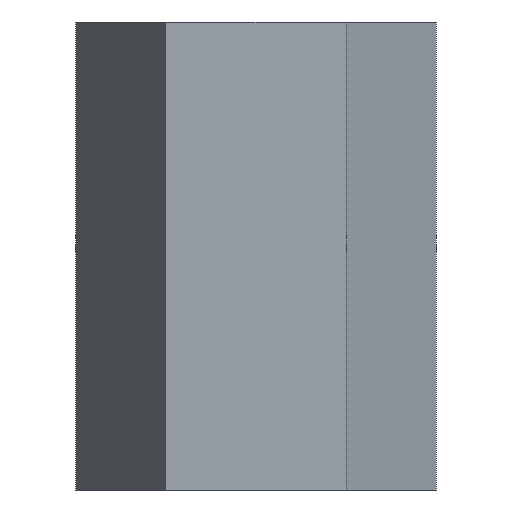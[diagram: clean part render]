
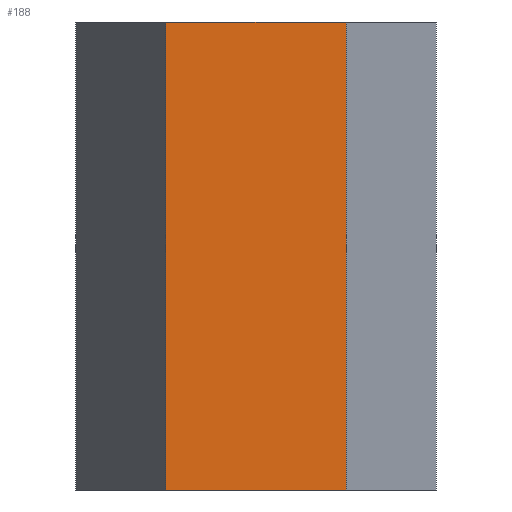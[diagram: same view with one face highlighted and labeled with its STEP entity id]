
A CAD part, front view. The second image highlights one B-rep face of the part: STEP entity #188.
In plain terms, the highlighted planar face has unit normal (0, -1, 0).
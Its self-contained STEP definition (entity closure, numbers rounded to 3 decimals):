
#59 = VERTEX_POINT('',#60);
#60 = CARTESIAN_POINT('',(-1.155,-2.,0.));
#66 = EDGE_CURVE('',#59,#67,#69,.T.);
#67 = VERTEX_POINT('',#68);
#68 = CARTESIAN_POINT('',(1.155,-2.,0.));
#69 = LINE('',#70,#71);
#70 = CARTESIAN_POINT('',(-1.155,-2.,0.));
#71 = VECTOR('',#72,1.);
#72 = DIRECTION('',(1.,0.,0.));
#144 = EDGE_CURVE('',#67,#145,#147,.T.);
#145 = VERTEX_POINT('',#146);
#146 = CARTESIAN_POINT('',(1.155,-2.,6.));
#147 = LINE('',#148,#149);
#148 = CARTESIAN_POINT('',(1.155,-2.,0.));
#149 = VECTOR('',#150,1.);
#150 = DIRECTION('',(0.,0.,1.));
#188 = ADVANCED_FACE('',(#189),#207,.F.);
#189 = FACE_BOUND('',#190,.F.);
#190 = EDGE_LOOP('',(#191,#199,#205,#206));
#191 = ORIENTED_EDGE('',*,*,#192,.T.);
#192 = EDGE_CURVE('',#59,#193,#195,.T.);
#193 = VERTEX_POINT('',#194);
#194 = CARTESIAN_POINT('',(-1.155,-2.,6.));
#195 = LINE('',#196,#197);
#196 = CARTESIAN_POINT('',(-1.155,-2.,0.));
#197 = VECTOR('',#198,1.);
#198 = DIRECTION('',(0.,0.,1.));
#199 = ORIENTED_EDGE('',*,*,#200,.T.);
#200 = EDGE_CURVE('',#193,#145,#201,.T.);
#201 = LINE('',#202,#203);
#202 = CARTESIAN_POINT('',(-1.155,-2.,6.));
#203 = VECTOR('',#204,1.);
#204 = DIRECTION('',(1.,0.,0.));
#205 = ORIENTED_EDGE('',*,*,#144,.F.);
#206 = ORIENTED_EDGE('',*,*,#66,.F.);
#207 = PLANE('',#208);
#208 = AXIS2_PLACEMENT_3D('',#209,#210,#211);
#209 = CARTESIAN_POINT('',(-1.155,-2.,0.));
#210 = DIRECTION('',(0.,1.,0.));
#211 = DIRECTION('',(1.,0.,0.));
